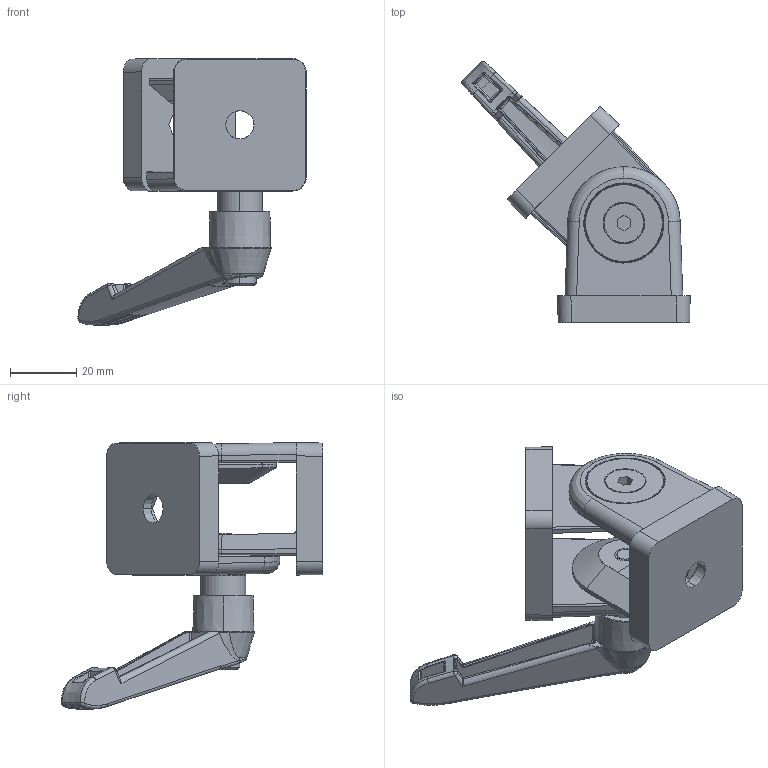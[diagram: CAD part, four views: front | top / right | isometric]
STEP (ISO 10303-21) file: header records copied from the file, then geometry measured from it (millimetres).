
FILE_DESCRIPTION (( 'STEP AP203' ), '1' );
FILE_NAME ('204500604_c_1.STEP', '2023-02-27T14:44:58', ( '' ), ( '' ), 'SwSTEP 2.0', 'SolidWorks 2014', '' );
FILE_SCHEMA (( 'CONFIG_CONTROL_DESIGN' ));
Length unit declared in the file: millimetre
Products named in the file (1): 204500604_c_1
Bounding box: 68.93 x 78.93 x 80.56 mm (x, y, z)
Volume: 59554.5 mm3; surface area: 33672.8 mm2
Topology: 12 solids, 13 shells, 922 faces, 2187 edges, 1273 vertices
Faces by surface type: bspline 408, cylinder 258, plane 187, cone 69
Entity records: 37273 total; most frequent: CARTESIAN_POINT 18774, ORIENTED_EDGE 4284, DIRECTION 3333, EDGE_CURVE 2142, AXIS2_PLACEMENT_3D 1371, VERTEX_POINT 1273, EDGE_LOOP 977, ADVANCED_FACE 922
